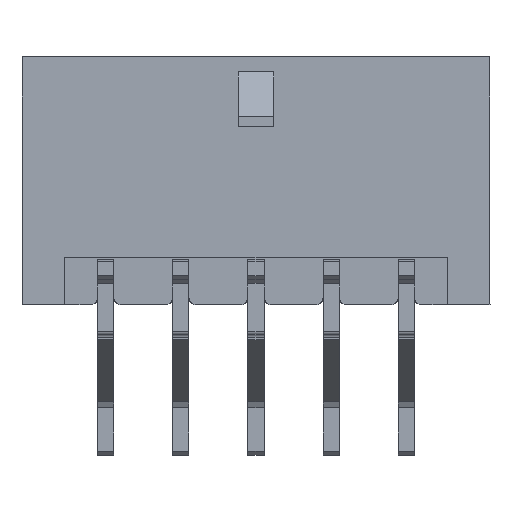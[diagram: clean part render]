
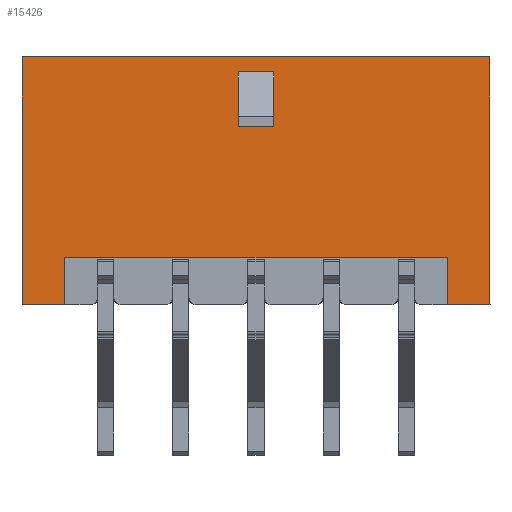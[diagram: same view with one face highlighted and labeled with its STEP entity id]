
A CAD part, top view. The second image highlights one B-rep face of the part: STEP entity #15426.
In plain terms, the highlighted face is planar.
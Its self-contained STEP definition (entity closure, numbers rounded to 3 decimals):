
#1624=ORIENTED_EDGE('',*,*,#4053,.T.);
#1625=ORIENTED_EDGE('',*,*,#4058,.T.);
#1626=ORIENTED_EDGE('',*,*,#4394,.F.);
#1627=ORIENTED_EDGE('',*,*,#4356,.T.);
#1628=ORIENTED_EDGE('',*,*,#4364,.T.);
#1629=ORIENTED_EDGE('',*,*,#4348,.F.);
#1630=ORIENTED_EDGE('',*,*,#4393,.F.);
#1631=ORIENTED_EDGE('',*,*,#4056,.T.);
#1632=ORIENTED_EDGE('',*,*,#4071,.F.);
#1633=ORIENTED_EDGE('',*,*,#4064,.F.);
#1634=ORIENTED_EDGE('',*,*,#4068,.T.);
#1635=ORIENTED_EDGE('',*,*,#4060,.T.);
#4053=EDGE_CURVE('',#5606,#5607,#6714,.T.);
#4056=EDGE_CURVE('',#5608,#5606,#6717,.T.);
#4058=EDGE_CURVE('',#5607,#5609,#6719,.T.);
#4060=EDGE_CURVE('',#5610,#5611,#6721,.T.);
#4064=EDGE_CURVE('',#5614,#5615,#6725,.T.);
#4068=EDGE_CURVE('',#5614,#5610,#6729,.T.);
#4071=EDGE_CURVE('',#5615,#5611,#6732,.T.);
#4348=EDGE_CURVE('',#5806,#5807,#6995,.T.);
#4356=EDGE_CURVE('',#5812,#5811,#7003,.T.);
#4364=EDGE_CURVE('',#5811,#5807,#7011,.T.);
#4393=EDGE_CURVE('',#5608,#5806,#7040,.T.);
#4394=EDGE_CURVE('',#5812,#5609,#7041,.T.);
#5606=VERTEX_POINT('',#20657);
#5607=VERTEX_POINT('',#20658);
#5608=VERTEX_POINT('',#20663);
#5609=VERTEX_POINT('',#20667);
#5610=VERTEX_POINT('',#20671);
#5611=VERTEX_POINT('',#20672);
#5614=VERTEX_POINT('',#20680);
#5615=VERTEX_POINT('',#20681);
#5806=VERTEX_POINT('',#21239);
#5807=VERTEX_POINT('',#21241);
#5811=VERTEX_POINT('',#21253);
#5812=VERTEX_POINT('',#21255);
#6714=LINE('',#20656,#8231);
#6717=LINE('',#20662,#8234);
#6719=LINE('',#20666,#8236);
#6721=LINE('',#20670,#8238);
#6725=LINE('',#20679,#8242);
#6729=LINE('',#20688,#8246);
#6732=LINE('',#20693,#8249);
#6995=LINE('',#21240,#8512);
#7003=LINE('',#21254,#8520);
#7011=LINE('',#21267,#8528);
#7040=LINE('',#21315,#8557);
#7041=LINE('',#21317,#8558);
#8231=VECTOR('',#17385,1000.);
#8234=VECTOR('',#17390,1000.);
#8236=VECTOR('',#17394,1000.);
#8238=VECTOR('',#17398,1000.);
#8242=VECTOR('',#17404,1000.);
#8246=VECTOR('',#17410,1000.);
#8249=VECTOR('',#17417,1000.);
#8512=VECTOR('',#17870,1000.);
#8520=VECTOR('',#17880,1000.);
#8528=VECTOR('',#17890,1000.);
#8557=VECTOR('',#17947,1000.);
#8558=VECTOR('',#17950,1000.);
#9479=EDGE_LOOP('',(#1624,#1625,#1626,#1627,#1628,#1629,#1630,#1631));
#9480=EDGE_LOOP('',(#1632,#1633,#1634,#1635));
#10100=FACE_BOUND('',#9479,.T.);
#10101=FACE_BOUND('',#9480,.T.);
#10675=PLANE('',#16085);
#15426=ADVANCED_FACE('',(#10100,#10101),#10675,.T.);
#16085=AXIS2_PLACEMENT_3D('',#21316,#17948,#17949);
#17385=DIRECTION('',(1.,0.,0.));
#17390=DIRECTION('',(0.,0.,1.));
#17394=DIRECTION('',(0.,0.,-1.));
#17398=DIRECTION('',(0.,0.,1.));
#17404=DIRECTION('',(0.,0.,1.));
#17410=DIRECTION('',(-1.,0.,0.));
#17417=DIRECTION('',(-1.,0.,0.));
#17870=DIRECTION('',(0.,0.,1.));
#17880=DIRECTION('',(0.,0.,1.));
#17890=DIRECTION('',(-1.,0.,0.));
#17947=DIRECTION('',(-1.,0.,0.));
#17948=DIRECTION('',(0.,-1.,0.));
#17949=DIRECTION('',(0.,0.,-1.));
#17950=DIRECTION('',(-1.,0.,0.));
#20656=CARTESIAN_POINT('',(-7.65,-3.43,-3.05));
#20657=CARTESIAN_POINT('',(-7.65,-3.43,-3.05));
#20658=CARTESIAN_POINT('',(7.65,-3.43,-3.05));
#20662=CARTESIAN_POINT('',(-7.65,-3.43,-4.95));
#20663=CARTESIAN_POINT('',(-7.65,-3.43,-4.95));
#20666=CARTESIAN_POINT('',(7.65,-3.43,-3.05));
#20667=CARTESIAN_POINT('',(7.65,-3.43,-4.95));
#20670=CARTESIAN_POINT('',(-0.7,-3.43,2.15));
#20671=CARTESIAN_POINT('',(-0.7,-3.43,2.15));
#20672=CARTESIAN_POINT('',(-0.7,-3.43,4.35));
#20679=CARTESIAN_POINT('',(0.7,-3.43,2.15));
#20680=CARTESIAN_POINT('',(0.7,-3.43,2.15));
#20681=CARTESIAN_POINT('',(0.7,-3.43,4.35));
#20688=CARTESIAN_POINT('',(0.7,-3.43,2.15));
#20693=CARTESIAN_POINT('',(0.7,-3.43,4.35));
#21239=CARTESIAN_POINT('',(-9.35,-3.43,-4.95));
#21240=CARTESIAN_POINT('',(-9.35,-3.43,-4.95));
#21241=CARTESIAN_POINT('',(-9.35,-3.43,4.95));
#21253=CARTESIAN_POINT('',(9.35,-3.43,4.95));
#21254=CARTESIAN_POINT('',(9.35,-3.43,-4.95));
#21255=CARTESIAN_POINT('',(9.35,-3.43,-4.95));
#21267=CARTESIAN_POINT('',(9.35,-3.43,4.95));
#21315=CARTESIAN_POINT('',(9.35,-3.43,-4.95));
#21316=CARTESIAN_POINT('',(9.35,-3.43,-4.95));
#21317=CARTESIAN_POINT('',(9.35,-3.43,-4.95));
